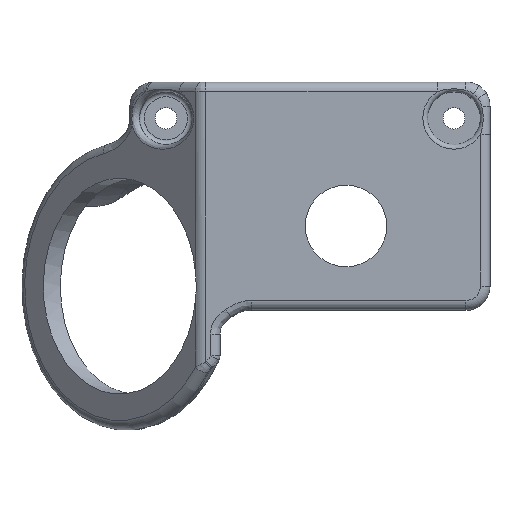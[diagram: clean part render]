
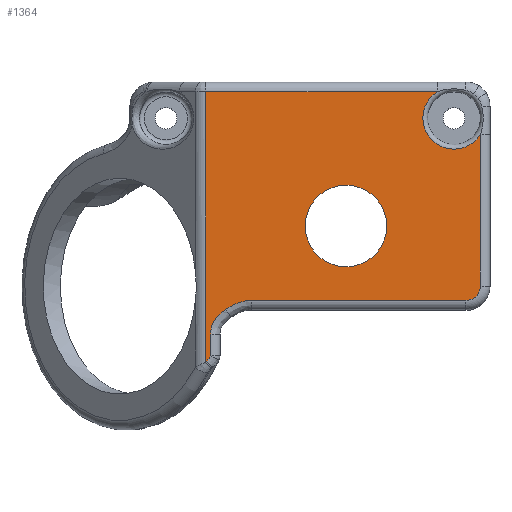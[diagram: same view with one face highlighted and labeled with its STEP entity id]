
A CAD part, top view. The second image highlights one B-rep face of the part: STEP entity #1364.
In plain terms, the highlighted planar face has unit normal (0, 0, 1).
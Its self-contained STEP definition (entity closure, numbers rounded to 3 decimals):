
#15=FACE_BOUND('',#262,.T.);
#24=PLANE('',#1504);
#60=B_SPLINE_CURVE_WITH_KNOTS('',3,(#2246,#2247,#2248,#2249,#2250,#2251),
 .UNSPECIFIED.,.F.,.F.,(4,1,1,4),(0.,0.33,
0.453,0.577),.UNSPECIFIED.);
#65=B_SPLINE_CURVE_WITH_KNOTS('',3,(#2361,#2362,#2363,#2364),
 .UNSPECIFIED.,.F.,.F.,(4,4),(0.,0.142),.UNSPECIFIED.);
#107=ELLIPSE('',#1473,9.899,7.);
#110=ELLIPSE('',#1482,39.598,28.);
#177=FACE_OUTER_BOUND('',#261,.T.);
#261=EDGE_LOOP('',(#1004,#1005,#1006,#1007,#1008,#1009,#1010,#1011,#1012,
#1013,#1014));
#262=EDGE_LOOP('',(#1015));
#327=LINE('',#2100,#388);
#331=LINE('',#2188,#392);
#333=LINE('',#2200,#394);
#336=LINE('',#2331,#397);
#340=LINE('',#2684,#401);
#388=VECTOR('',#1640,10.);
#392=VECTOR('',#1676,10.);
#394=VECTOR('',#1690,10.);
#397=VECTOR('',#1709,10.);
#401=VECTOR('',#1761,10.);
#466=CIRCLE('',#1467,3.);
#485=CIRCLE('',#1505,6.5);
#486=CIRCLE('',#1506,8.5);
#536=VERTEX_POINT('',#2090);
#538=VERTEX_POINT('',#2096);
#548=VERTEX_POINT('',#2181);
#551=VERTEX_POINT('',#2186);
#552=VERTEX_POINT('',#2190);
#554=VERTEX_POINT('',#2196);
#556=VERTEX_POINT('',#2237);
#561=VERTEX_POINT('',#2321);
#563=VERTEX_POINT('',#2327);
#565=VERTEX_POINT('',#2352);
#568=VERTEX_POINT('',#2381);
#583=VERTEX_POINT('',#2699);
#675=EDGE_CURVE('',#536,#538,#327,.T.);
#693=EDGE_CURVE('',#551,#548,#331,.T.);
#696=EDGE_CURVE('',#548,#552,#466,.T.);
#699=EDGE_CURVE('',#552,#554,#333,.T.);
#702=EDGE_CURVE('',#554,#556,#60,.T.);
#708=EDGE_CURVE('',#556,#561,#107,.T.);
#713=EDGE_CURVE('',#561,#563,#336,.T.);
#717=EDGE_CURVE('',#563,#565,#65,.T.);
#720=EDGE_CURVE('',#565,#568,#110,.T.);
#745=EDGE_CURVE('',#568,#536,#340,.T.);
#748=EDGE_CURVE('',#538,#551,#485,.T.);
#749=EDGE_CURVE('',#583,#583,#486,.T.);
#1004=ORIENTED_EDGE('',*,*,#720,.F.);
#1005=ORIENTED_EDGE('',*,*,#717,.F.);
#1006=ORIENTED_EDGE('',*,*,#713,.F.);
#1007=ORIENTED_EDGE('',*,*,#708,.F.);
#1008=ORIENTED_EDGE('',*,*,#702,.F.);
#1009=ORIENTED_EDGE('',*,*,#699,.F.);
#1010=ORIENTED_EDGE('',*,*,#696,.F.);
#1011=ORIENTED_EDGE('',*,*,#693,.F.);
#1012=ORIENTED_EDGE('',*,*,#748,.F.);
#1013=ORIENTED_EDGE('',*,*,#675,.F.);
#1014=ORIENTED_EDGE('',*,*,#745,.F.);
#1015=ORIENTED_EDGE('',*,*,#749,.T.);
#1364=ADVANCED_FACE('',(#177,#15),#24,.T.);
#1467=AXIS2_PLACEMENT_3D('',#2194,#1683,#1684);
#1473=AXIS2_PLACEMENT_3D('',#2322,#1698,#1699);
#1482=AXIS2_PLACEMENT_3D('',#2385,#1718,#1719);
#1504=AXIS2_PLACEMENT_3D('',#2697,#1766,#1767);
#1505=AXIS2_PLACEMENT_3D('',#2698,#1768,#1769);
#1506=AXIS2_PLACEMENT_3D('',#2700,#1770,#1771);
#1640=DIRECTION('',(1.,0.,0.));
#1676=DIRECTION('',(0.,-1.,0.));
#1683=DIRECTION('center_axis',(0.,0.,-1.));
#1684=DIRECTION('ref_axis',(0.707,-0.707,0.));
#1690=DIRECTION('',(-1.,0.,0.));
#1698=DIRECTION('center_axis',(0.,0.,1.));
#1699=DIRECTION('ref_axis',(-1.,0.,0.));
#1709=DIRECTION('',(0.,-1.,0.));
#1718=DIRECTION('center_axis',(0.,0.,-1.));
#1719=DIRECTION('ref_axis',(1.,0.,0.));
#1761=DIRECTION('',(0.,1.,0.));
#1766=DIRECTION('center_axis',(0.,0.,1.));
#1767=DIRECTION('ref_axis',(1.,0.,0.));
#1768=DIRECTION('center_axis',(0.,0.,1.));
#1769=DIRECTION('ref_axis',(-1.,0.,0.));
#1770=DIRECTION('center_axis',(0.,0.,-1.));
#1771=DIRECTION('ref_axis',(-1.,0.,0.));
#2090=CARTESIAN_POINT('',(-21.713,5.5,43.));
#2096=CARTESIAN_POINT('',(26.536,5.5,43.));
#2100=CARTESIAN_POINT('',(21.25,5.5,43.));
#2181=CARTESIAN_POINT('',(35.5,-35.,43.));
#2186=CARTESIAN_POINT('',(35.5,-3.464,43.));
#2188=CARTESIAN_POINT('',(35.5,-13.75,43.));
#2190=CARTESIAN_POINT('',(32.5,-38.,43.));
#2194=CARTESIAN_POINT('Origin',(32.5,-35.,43.));
#2196=CARTESIAN_POINT('',(-12.196,-38.,43.));
#2200=CARTESIAN_POINT('',(21.25,-38.,43.));
#2237=CARTESIAN_POINT('',(-17.557,-39.875,43.));
#2246=CARTESIAN_POINT('Ctrl Pts',(-12.196,-38.,43.));
#2247=CARTESIAN_POINT('Ctrl Pts',(-13.295,-38.,43.));
#2248=CARTESIAN_POINT('Ctrl Pts',(-14.797,-38.341,43.));
#2249=CARTESIAN_POINT('Ctrl Pts',(-16.516,-39.208,43.));
#2250=CARTESIAN_POINT('Ctrl Pts',(-17.213,-39.649,43.));
#2251=CARTESIAN_POINT('Ctrl Pts',(-17.557,-39.875,43.));
#2321=CARTESIAN_POINT('',(-20.713,-45.,43.));
#2322=CARTESIAN_POINT('Origin',(-10.814,-45.,43.));
#2327=CARTESIAN_POINT('',(-20.713,-49.524,43.));
#2331=CARTESIAN_POINT('',(-20.713,-27.5,43.));
#2352=CARTESIAN_POINT('',(-21.501,-50.702,43.));
#2361=CARTESIAN_POINT('Ctrl Pts',(-20.713,-49.524,43.));
#2362=CARTESIAN_POINT('Ctrl Pts',(-20.92,-49.951,43.));
#2363=CARTESIAN_POINT('Ctrl Pts',(-21.173,-50.359,43.));
#2364=CARTESIAN_POINT('Ctrl Pts',(-21.501,-50.702,43.));
#2381=CARTESIAN_POINT('',(-21.713,-50.921,43.));
#2385=CARTESIAN_POINT('Origin',(-54.287,-35.,43.));
#2684=CARTESIAN_POINT('',(-21.713,-27.5,43.));
#2697=CARTESIAN_POINT('Origin',(5.,-20.,43.));
#2698=CARTESIAN_POINT('Origin',(30.,0.,43.));
#2699=CARTESIAN_POINT('',(16.,-22.5,43.));
#2700=CARTESIAN_POINT('Origin',(7.5,-22.5,43.));
